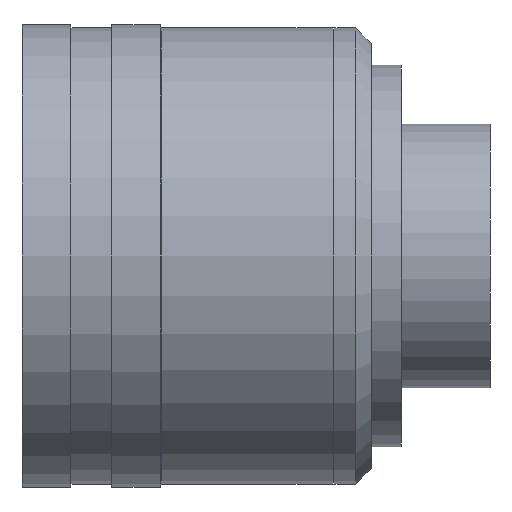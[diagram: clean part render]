
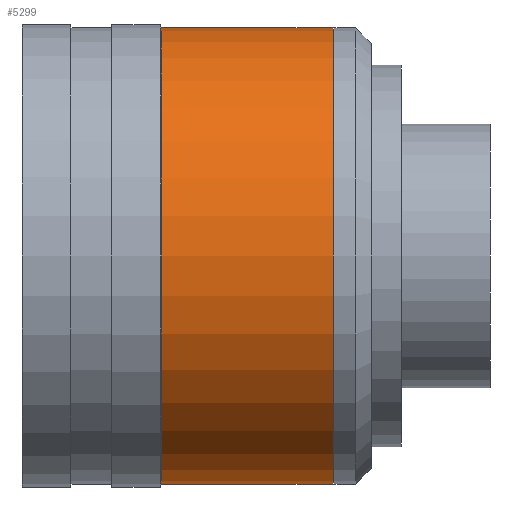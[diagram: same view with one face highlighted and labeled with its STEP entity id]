
A CAD part, front view. The second image highlights one B-rep face of the part: STEP entity #5299.
In plain terms, the highlighted cylindrical face has radius 67.5 mm (diameter 135 mm), a partial arc.
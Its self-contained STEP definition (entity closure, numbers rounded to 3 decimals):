
#677 = CARTESIAN_POINT ( 'NONE',  ( 0., 0., 0. ) ) ;
#702 = CARTESIAN_POINT ( 'NONE',  ( 92.1, 0., 0. ) ) ;
#871 = DIRECTION ( 'NONE',  ( -1., 0., 0. ) ) ;
#1208 = VERTEX_POINT ( 'NONE', #16355 ) ;
#1321 = CARTESIAN_POINT ( 'NONE',  ( 41.2, 0., 0. ) ) ;
#1481 = ORIENTED_EDGE ( 'NONE', *, *, #4044, .F. ) ;
#1487 = CARTESIAN_POINT ( 'NONE',  ( 41.2, 0., 67.5 ) ) ;
#2847 = ORIENTED_EDGE ( 'NONE', *, *, #3851, .T. ) ;
#3120 = EDGE_CURVE ( 'NONE', #3966, #1208, #6891, .T. ) ;
#3851 = EDGE_CURVE ( 'NONE', #8641, #3966, #14595, .T. ) ;
#3966 = VERTEX_POINT ( 'NONE', #1487 ) ;
#4044 = EDGE_CURVE ( 'NONE', #11009, #1208, #14505, .T. ) ;
#4553 = EDGE_CURVE ( 'NONE', #11009, #8641, #15799, .T. ) ;
#5167 = DIRECTION ( 'NONE',  ( 0., 0., 1. ) ) ;
#5299 = ADVANCED_FACE ( 'NONE', ( #16363 ), #8651, .T. ) ;
#6891 = CIRCLE ( 'NONE', #16273, 67.5 ) ;
#7315 = VECTOR ( 'NONE', #13440, 1000. ) ;
#8641 = VERTEX_POINT ( 'NONE', #12399 ) ;
#8651 = CYLINDRICAL_SURFACE ( 'NONE', #11865, 67.5 ) ;
#9243 = CARTESIAN_POINT ( 'NONE',  ( 0., 0., -67.5 ) ) ;
#9416 = ORIENTED_EDGE ( 'NONE', *, *, #4553, .T. ) ;
#10581 = DIRECTION ( 'NONE',  ( -1., 0., 0. ) ) ;
#11009 = VERTEX_POINT ( 'NONE', #15603 ) ;
#11865 = AXIS2_PLACEMENT_3D ( 'NONE', #677, #16122, #16202 ) ;
#12306 = DIRECTION ( 'NONE',  ( 0., 0., 1. ) ) ;
#12399 = CARTESIAN_POINT ( 'NONE',  ( 92.1, 0., 67.5 ) ) ;
#13200 = CARTESIAN_POINT ( 'NONE',  ( 0., 0., 67.5 ) ) ;
#13415 = AXIS2_PLACEMENT_3D ( 'NONE', #702, #871, #12306 ) ;
#13440 = DIRECTION ( 'NONE',  ( -1., 0., 0. ) ) ;
#14505 = LINE ( 'NONE', #9243, #14818 ) ;
#14595 = LINE ( 'NONE', #13200, #7315 ) ;
#14646 = EDGE_LOOP ( 'NONE', ( #1481, #9416, #2847, #15459 ) ) ;
#14818 = VECTOR ( 'NONE', #10581, 1000. ) ;
#15170 = DIRECTION ( 'NONE',  ( 1., 0., 0. ) ) ;
#15459 = ORIENTED_EDGE ( 'NONE', *, *, #3120, .T. ) ;
#15603 = CARTESIAN_POINT ( 'NONE',  ( 92.1, 0., -67.5 ) ) ;
#15799 = CIRCLE ( 'NONE', #13415, 67.5 ) ;
#16122 = DIRECTION ( 'NONE',  ( -1., 0., 0. ) ) ;
#16202 = DIRECTION ( 'NONE',  ( 0., 0., 1. ) ) ;
#16273 = AXIS2_PLACEMENT_3D ( 'NONE', #1321, #15170, #5167 ) ;
#16355 = CARTESIAN_POINT ( 'NONE',  ( 41.2, 0., -67.5 ) ) ;
#16363 = FACE_OUTER_BOUND ( 'NONE', #14646, .T. ) ;
